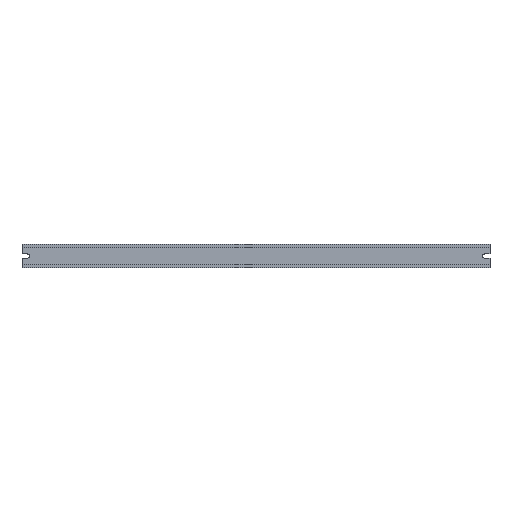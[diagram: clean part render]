
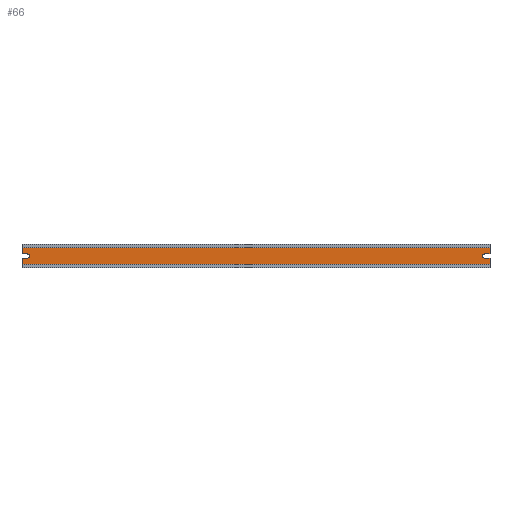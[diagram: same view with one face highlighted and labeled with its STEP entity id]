
A CAD part, top view. The second image highlights one B-rep face of the part: STEP entity #66.
In plain terms, the highlighted planar face has unit normal (0, 0, 1).
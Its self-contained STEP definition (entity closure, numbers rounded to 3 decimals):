
#7 = CARTESIAN_POINT ( 'NONE',  ( -345.5, -13.5, 1. ) ) ;
#12 = EDGE_CURVE ( 'NONE', #670, #355, #252, .T. ) ;
#13 = ORIENTED_EDGE ( 'NONE', *, *, #394, .F. ) ;
#17 = AXIS2_PLACEMENT_3D ( 'NONE', #457, #219, #696 ) ;
#19 = ORIENTED_EDGE ( 'NONE', *, *, #375, .F. ) ;
#23 = VERTEX_POINT ( 'NONE', #511 ) ;
#35 = DIRECTION ( 'NONE',  ( 0., 0., 1. ) ) ;
#39 = EDGE_CURVE ( 'NONE', #743, #433, #463, .T. ) ;
#46 = ORIENTED_EDGE ( 'NONE', *, *, #100, .T. ) ;
#51 = CARTESIAN_POINT ( 'NONE',  ( 345.5, -13.5, 1. ) ) ;
#55 = ORIENTED_EDGE ( 'NONE', *, *, #286, .F. ) ;
#61 = ORIENTED_EDGE ( 'NONE', *, *, #369, .F. ) ;
#66 = ADVANCED_FACE ( 'NONE', ( #458 ), #226, .T. ) ;
#81 = EDGE_CURVE ( 'NONE', #433, #93, #533, .T. ) ;
#82 = ORIENTED_EDGE ( 'NONE', *, *, #762, .T. ) ;
#88 = CARTESIAN_POINT ( 'NONE',  ( 345.5, -3., 1. ) ) ;
#93 = VERTEX_POINT ( 'NONE', #636 ) ;
#100 = EDGE_CURVE ( 'NONE', #486, #301, #287, .T. ) ;
#102 = CARTESIAN_POINT ( 'NONE',  ( 345.5, 12.5, 1. ) ) ;
#107 = CIRCLE ( 'NONE', #530, 3. ) ;
#110 = DIRECTION ( 'NONE',  ( 0., -1., 0. ) ) ;
#126 = CARTESIAN_POINT ( 'NONE',  ( -345.5, -3., 1. ) ) ;
#131 = CARTESIAN_POINT ( 'NONE',  ( 345.5, -13.5, 1. ) ) ;
#148 = DIRECTION ( 'NONE',  ( 0., 1., 0. ) ) ;
#152 = LINE ( 'NONE', #210, #316 ) ;
#153 = DIRECTION ( 'NONE',  ( 1., 0., 0. ) ) ;
#156 = DIRECTION ( 'NONE',  ( 0., 0., 1. ) ) ;
#158 = CARTESIAN_POINT ( 'NONE',  ( 337.5, 3., 1. ) ) ;
#165 = DIRECTION ( 'NONE',  ( 1., 0., 0. ) ) ;
#175 = ORIENTED_EDGE ( 'NONE', *, *, #697, .T. ) ;
#195 = DIRECTION ( 'NONE',  ( -1., 0., 0. ) ) ;
#202 = CARTESIAN_POINT ( 'NONE',  ( -337.5, 3., 1. ) ) ;
#204 = CARTESIAN_POINT ( 'NONE',  ( 337.5, 0., 1. ) ) ;
#206 = DIRECTION ( 'NONE',  ( -1., 0., 0. ) ) ;
#207 = CARTESIAN_POINT ( 'NONE',  ( -334.5, 0., 1. ) ) ;
#210 = CARTESIAN_POINT ( 'NONE',  ( -345.5, -13.5, 1. ) ) ;
#211 = CARTESIAN_POINT ( 'NONE',  ( 345.5, -3., 1. ) ) ;
#214 = DIRECTION ( 'NONE',  ( -1., 0., 0. ) ) ;
#219 = DIRECTION ( 'NONE',  ( 0., 0., 1. ) ) ;
#223 = DIRECTION ( 'NONE',  ( 0., 1., 0. ) ) ;
#226 = PLANE ( 'NONE',  #278 ) ;
#233 = ORIENTED_EDGE ( 'NONE', *, *, #586, .F. ) ;
#237 = VERTEX_POINT ( 'NONE', #483 ) ;
#247 = CARTESIAN_POINT ( 'NONE',  ( -345.5, -3., 1. ) ) ;
#248 = EDGE_LOOP ( 'NONE', ( #13, #704, #398, #46, #175, #666, #233, #19, #61, #655, #563, #55, #82 ) ) ;
#251 = VERTEX_POINT ( 'NONE', #207 ) ;
#252 = CIRCLE ( 'NONE', #326, 3. ) ;
#254 = VECTOR ( 'NONE', #214, 1000. ) ;
#255 = LINE ( 'NONE', #320, #362 ) ;
#264 = LINE ( 'NONE', #202, #658 ) ;
#278 = AXIS2_PLACEMENT_3D ( 'NONE', #51, #523, #110 ) ;
#279 = CIRCLE ( 'NONE', #17, 3. ) ;
#282 = CARTESIAN_POINT ( 'NONE',  ( 337.5, -3., 1. ) ) ;
#284 = VERTEX_POINT ( 'NONE', #88 ) ;
#286 = EDGE_CURVE ( 'NONE', #237, #743, #255, .T. ) ;
#287 = LINE ( 'NONE', #131, #474 ) ;
#288 = VERTEX_POINT ( 'NONE', #726 ) ;
#301 = VERTEX_POINT ( 'NONE', #102 ) ;
#316 = VECTOR ( 'NONE', #148, 1000. ) ;
#320 = CARTESIAN_POINT ( 'NONE',  ( 345.5, -12.5, 1. ) ) ;
#325 = CARTESIAN_POINT ( 'NONE',  ( 345.5, -13.5, 1. ) ) ;
#326 = AXIS2_PLACEMENT_3D ( 'NONE', #204, #156, #453 ) ;
#331 = LINE ( 'NONE', #325, #425 ) ;
#351 = VECTOR ( 'NONE', #206, 1000. ) ;
#355 = VERTEX_POINT ( 'NONE', #282 ) ;
#362 = VECTOR ( 'NONE', #489, 1000. ) ;
#369 = EDGE_CURVE ( 'NONE', #93, #251, #107, .T. ) ;
#373 = CARTESIAN_POINT ( 'NONE',  ( 337.5, 3., 1. ) ) ;
#375 = EDGE_CURVE ( 'NONE', #251, #23, #279, .T. ) ;
#386 = CARTESIAN_POINT ( 'NONE',  ( 345.5, 12.5, 1. ) ) ;
#394 = EDGE_CURVE ( 'NONE', #355, #284, #454, .T. ) ;
#398 = ORIENTED_EDGE ( 'NONE', *, *, #715, .F. ) ;
#425 = VECTOR ( 'NONE', #560, 1000. ) ;
#433 = VERTEX_POINT ( 'NONE', #126 ) ;
#445 = LINE ( 'NONE', #158, #351 ) ;
#453 = DIRECTION ( 'NONE',  ( -1., 0., 0. ) ) ;
#454 = LINE ( 'NONE', #211, #633 ) ;
#457 = CARTESIAN_POINT ( 'NONE',  ( -337.5, 0., 1. ) ) ;
#458 = FACE_OUTER_BOUND ( 'NONE', #248, .T. ) ;
#463 = LINE ( 'NONE', #7, #484 ) ;
#474 = VECTOR ( 'NONE', #653, 1000. ) ;
#483 = CARTESIAN_POINT ( 'NONE',  ( 345.5, -12.5, 1. ) ) ;
#484 = VECTOR ( 'NONE', #223, 1000. ) ;
#486 = VERTEX_POINT ( 'NONE', #525 ) ;
#489 = DIRECTION ( 'NONE',  ( -1., 0., 0. ) ) ;
#505 = CARTESIAN_POINT ( 'NONE',  ( -345.5, -12.5, 1. ) ) ;
#511 = CARTESIAN_POINT ( 'NONE',  ( -337.5, 3., 1. ) ) ;
#523 = DIRECTION ( 'NONE',  ( 0., 0., 1. ) ) ;
#525 = CARTESIAN_POINT ( 'NONE',  ( 345.5, 3., 1. ) ) ;
#530 = AXIS2_PLACEMENT_3D ( 'NONE', #702, #35, #153 ) ;
#533 = LINE ( 'NONE', #247, #646 ) ;
#560 = DIRECTION ( 'NONE',  ( 0., 1., 0. ) ) ;
#563 = ORIENTED_EDGE ( 'NONE', *, *, #39, .F. ) ;
#574 = DIRECTION ( 'NONE',  ( 1., 0., 0. ) ) ;
#586 = EDGE_CURVE ( 'NONE', #23, #769, #264, .T. ) ;
#624 = LINE ( 'NONE', #386, #254 ) ;
#633 = VECTOR ( 'NONE', #165, 1000. ) ;
#636 = CARTESIAN_POINT ( 'NONE',  ( -337.5, -3., 1. ) ) ;
#646 = VECTOR ( 'NONE', #574, 1000. ) ;
#653 = DIRECTION ( 'NONE',  ( 0., 1., 0. ) ) ;
#655 = ORIENTED_EDGE ( 'NONE', *, *, #81, .F. ) ;
#658 = VECTOR ( 'NONE', #195, 1000. ) ;
#666 = ORIENTED_EDGE ( 'NONE', *, *, #749, .F. ) ;
#670 = VERTEX_POINT ( 'NONE', #373 ) ;
#696 = DIRECTION ( 'NONE',  ( 1., 0., 0. ) ) ;
#697 = EDGE_CURVE ( 'NONE', #301, #288, #624, .T. ) ;
#702 = CARTESIAN_POINT ( 'NONE',  ( -337.5, 0., 1. ) ) ;
#704 = ORIENTED_EDGE ( 'NONE', *, *, #12, .F. ) ;
#715 = EDGE_CURVE ( 'NONE', #486, #670, #445, .T. ) ;
#726 = CARTESIAN_POINT ( 'NONE',  ( -345.5, 12.5, 1. ) ) ;
#743 = VERTEX_POINT ( 'NONE', #505 ) ;
#744 = CARTESIAN_POINT ( 'NONE',  ( -345.5, 3., 1. ) ) ;
#749 = EDGE_CURVE ( 'NONE', #769, #288, #152, .T. ) ;
#762 = EDGE_CURVE ( 'NONE', #237, #284, #331, .T. ) ;
#769 = VERTEX_POINT ( 'NONE', #744 ) ;
